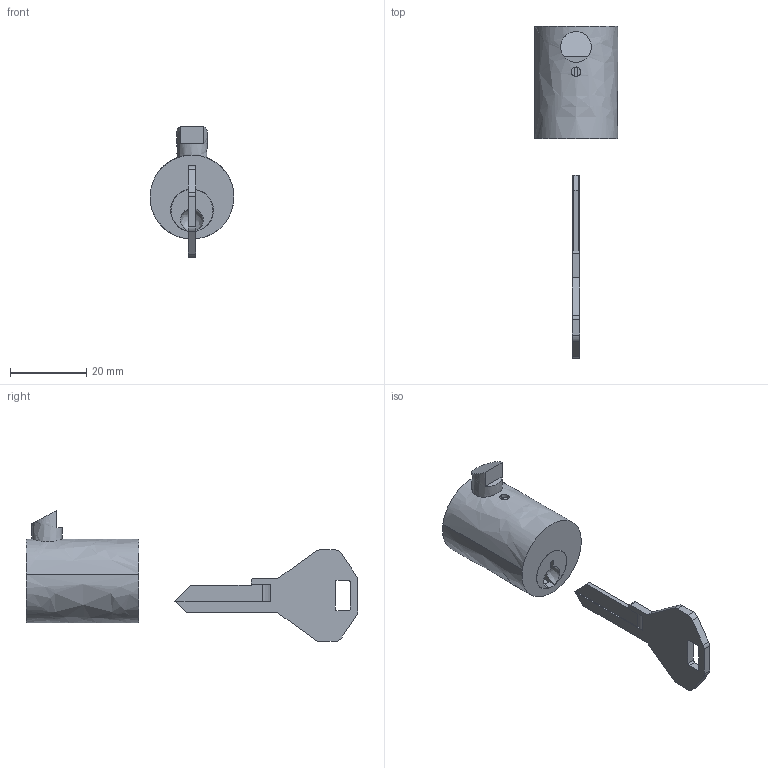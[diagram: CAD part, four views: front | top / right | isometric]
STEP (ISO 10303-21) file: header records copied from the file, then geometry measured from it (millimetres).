
FILE_DESCRIPTION((''),'2;1');
FILE_NAME('','2005-07-15T14:06:25',(''),(''),'','CADfix','');
FILE_SCHEMA(('AUTOMOTIVE_DESIGN'));
Length unit declared in the file: millimetre
Products named in the file (5): spring; lock; latch; key; TL_128_12933_36
Assembly tree (4 placements, depth 2):
  TL_128_12933_36
    spring
    lock
    latch
    key
Bounding box: 22 x 87.07 x 34.35 mm (x, y, z)
Volume: 11320.5 mm3; surface area: 6160.8 mm2
Topology: 4 solids, 4 shells, 116 faces, 343 edges, 247 vertices
Faces by surface type: bspline 116
Entity records: 6045 total; most frequent: CARTESIAN_POINT 4007, ORIENTED_EDGE 686, EDGE_CURVE 343, VERTEX_POINT 247, QUASI_UNIFORM_CURVE 150, EDGE_LOOP 132, FACE_OUTER_BOUND 116, ADVANCED_FACE 116
